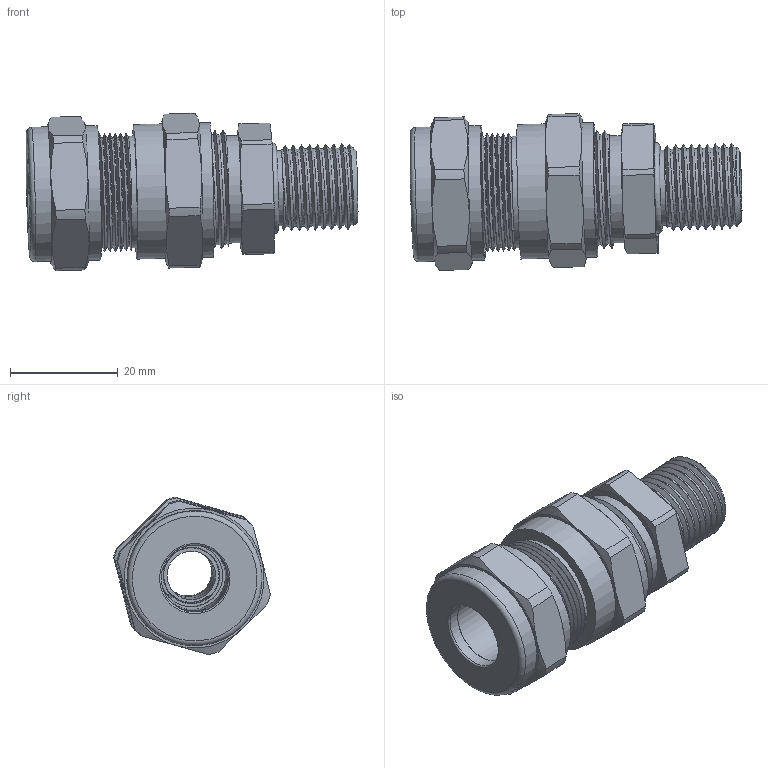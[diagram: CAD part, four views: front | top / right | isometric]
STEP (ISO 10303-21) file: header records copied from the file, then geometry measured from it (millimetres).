
FILE_DESCRIPTION(/* description */ ('RST-Gamma-X-Universal M16'),/* implementation_level */ '2;1');
FILE_NAME(/* name */ 'KBAU1SM16-RST.stp',/* time_stamp */ '2019-12-09T15:43:27+01:00',/* author */ ('sl'),/* organization */ (''),/* preprocessor_version */ 'ST-DEVELOPER v16.5',/* originating_system */ 'Autodesk Inventor 2017',/* authorisation */ '');
FILE_SCHEMA (('AUTOMOTIVE_DESIGN { 1 0 10303 214 3 1 1 }'));
Length unit declared in the file: millimetre
Products named in the file (11): KBAU01SM16; KBAU01SM16_1; KBAU01SM16_2; KBAU01M16; KBAU1SM20; KBAU01SM16_3; KBAU01SM16_4; KBAU01M16_1; KBAU01SM16_5; KBAU01SM16_6; KBAU01SM16_7
Assembly tree (10 placements, depth 2):
  KBAU01SM16
    KBAU01SM16_1
    KBAU01SM16_2
    KBAU01M16
    KBAU1SM20
    KBAU01SM16_3
    KBAU01SM16_4
    KBAU01M16_1
    KBAU01SM16_5
    KBAU01SM16_6
    KBAU01SM16_7
Bounding box: 61.66 x 29.1 x 29.22 mm (x, y, z)
Volume: 16449.5 mm3; surface area: 19009.9 mm2
Topology: 11 solids, 11 shells, 287 faces, 649 edges, 402 vertices
Faces by surface type: cylinder 87, plane 71, cone 49, bspline 37, torus 35, sphere 8
Full cylindrical faces by diameter (mm): 8.9 x1, 8.99 x1, 9 x1, 11.6 x1, 12.19 x1, 12.45 x1, 12.5 x1, 12.6 x1, 13.7 x1, 14 x1, 14.41 x1, 15.3 x1, 16.79 x1, 17.26 x2, 17.43 x2, 17.73 x2, 18.08 x2, 18.2 x2, 19.2 x1, 19.43 x1, 19.96 x1, 20.5 x5, 20.7 x1, 22.104 x1, 22.82 x2, 25.04 x4
Entity records: 15785 total; most frequent: CARTESIAN_POINT 9844, DIRECTION 1177, ORIENTED_EDGE 1098, EDGE_CURVE 549, AXIS2_PLACEMENT_3D 525, EDGE_LOOP 386, VERTEX_POINT 377, FACE_OUTER_BOUND 279
